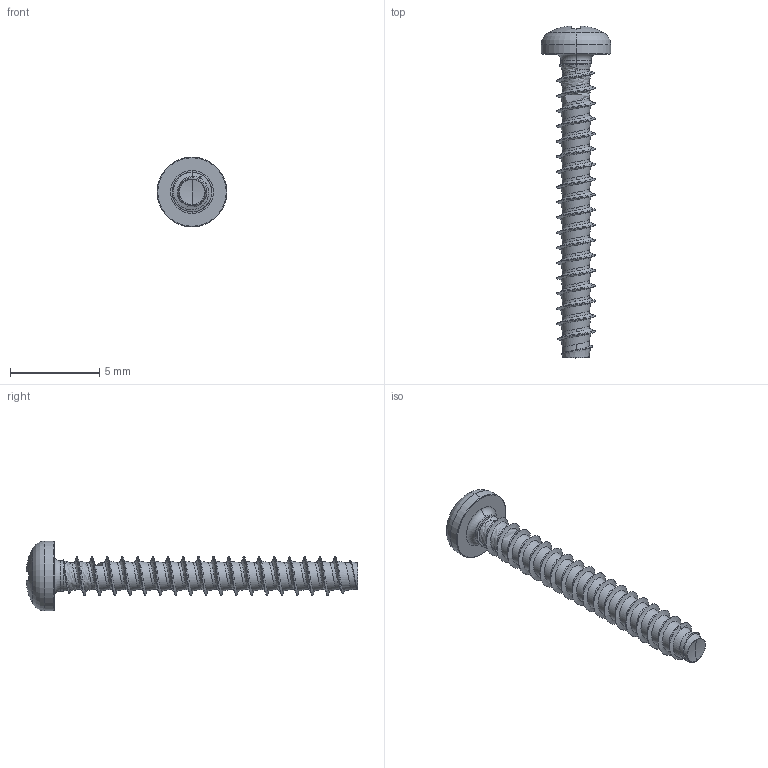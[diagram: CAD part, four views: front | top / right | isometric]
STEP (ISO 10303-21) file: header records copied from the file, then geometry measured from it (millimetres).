
FILE_DESCRIPTION (( 'STEP AP203' ), '1' );
FILE_NAME ('STP220220170.STEP', '2019-05-15T18:12:09', ( '' ), ( '' ), 'SwSTEP 2.0', 'SolidWorks 2015', '' );
FILE_SCHEMA (( 'CONFIG_CONTROL_DESIGN' ));
Length unit declared in the file: millimetre
Products named in the file (2): STP220220170
Bounding box: 3.9 x 18.57 x 3.9 mm (x, y, z)
Volume: 49.6 mm3; surface area: 176.3 mm2
Topology: 1 solids, 1 shells, 206 faces, 505 edges, 301 vertices
Faces by surface type: cylinder 64, bspline 55, plane 30, torus 28, sphere 20, cone 9
Entity records: 33737 total; most frequent: CARTESIAN_POINT 29332, ORIENTED_EDGE 1006, DIRECTION 775, EDGE_CURVE 503, AXIS2_PLACEMENT_3D 333, VERTEX_POINT 301, EDGE_LOOP 208, ADVANCED_FACE 206
